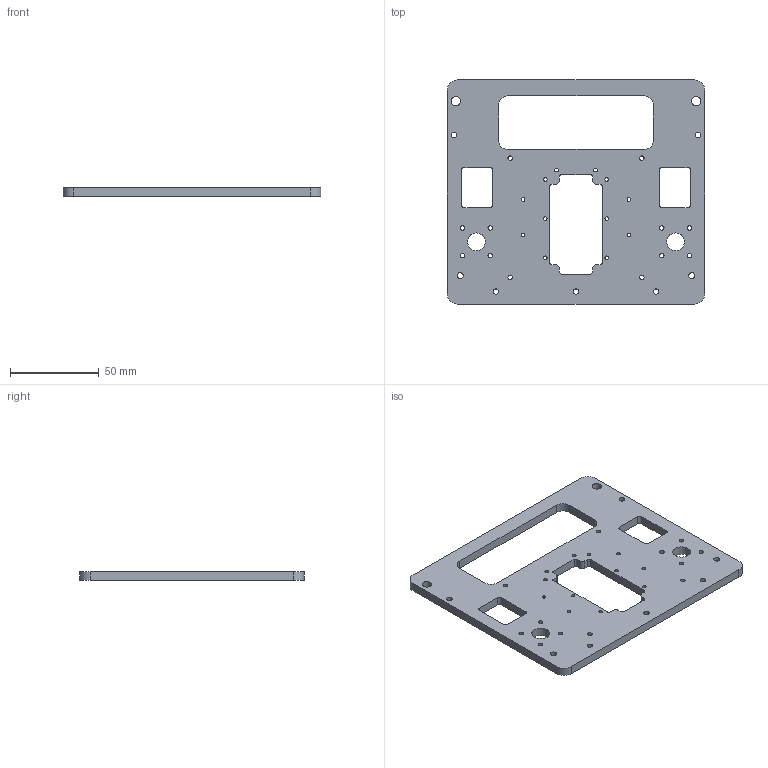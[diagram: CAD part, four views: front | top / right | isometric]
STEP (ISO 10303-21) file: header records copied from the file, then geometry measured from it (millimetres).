
FILE_DESCRIPTION(/* description */ ('STEP AP242','CAx-IF Rec.Pracs.---Representation and Presentation of Product Manufacturing Information (PMI)---4.0---2014-10-13','CAx-IF Rec.Pracs.---3D Tessellated Geometry---0.4---2014-09-14','2;1'),/* implementation_level */ '2;1');
FILE_NAME(/* name */ '6728b77bfc2d592bd86a9926',/* time_stamp */ '2024-11-04T12:01:00Z',/* author */ (''),/* organization */ (''),/* preprocessor_version */ 'ST-DEVELOPER v20',/* originating_system */ 'ONSHAPE BY PTC INC, 1.189',/* authorisation */ ' ');
FILE_SCHEMA (('AP242_MANAGED_MODEL_BASED_3D_ENGINEERING_MIM_LF { 1 0 10303 442 1 1 4 }'));
Length unit declared in the file: metre
Products named in the file (1): torso_top_plate_nuc_23
Bounding box: 145 x 126 x 5 mm (x, y, z)
Volume: 64909.6 mm3; surface area: 33022.5 mm2
Topology: 1 solids, 1 shells, 93 faces, 280 edges, 189 vertices
Faces by surface type: cylinder 63, plane 30
Full cylindrical faces by diameter (mm): 2.05 x12, 2.5 x12, 3 x3, 3.2 x2, 3.4 x2, 5.3 x2, 10 x2
Entity records: 3156 total; most frequent: DIRECTION 552, CARTESIAN_POINT 514, ORIENTED_EDGE 476, EDGE_CURVE 238, AXIS2_PLACEMENT_3D 220, EDGE_LOOP 206, FACE_BOUND 206, VERTEX_POINT 182
